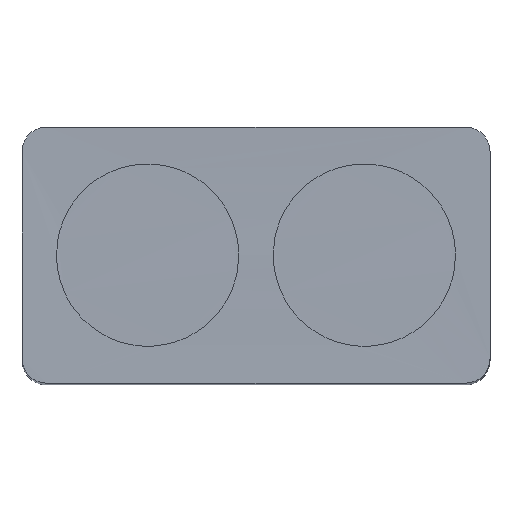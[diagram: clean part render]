
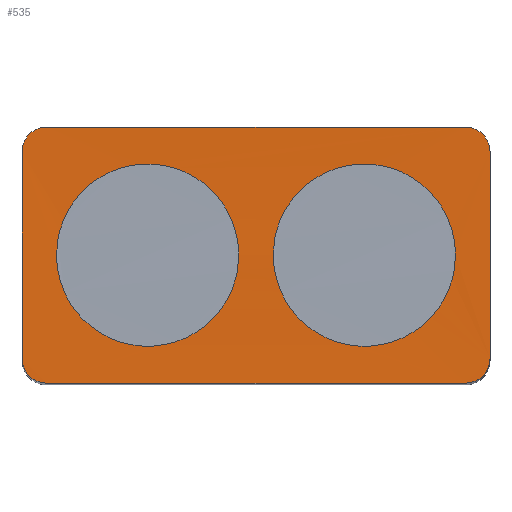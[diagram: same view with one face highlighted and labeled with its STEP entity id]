
A CAD part, top view. The second image highlights one B-rep face of the part: STEP entity #535.
In plain terms, the highlighted planar face has unit normal (0, 0, 1).
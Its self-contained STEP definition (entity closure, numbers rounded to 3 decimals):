
#93=CARTESIAN_POINT('',(4.25,2.1,0.));
#94=DIRECTION('',(0.,0.,-1.));
#95=DIRECTION('',(0.,1.,0.));
#96=AXIS2_PLACEMENT_3D('',#93,#94,#95);
#98=DIRECTION('',(0.,-1.,0.));
#99=VECTOR('',#98,4.2);
#100=CARTESIAN_POINT('',(4.75,2.1,0.));
#101=LINE('',#100,#99);
#102=CARTESIAN_POINT('',(4.25,-2.1,0.));
#103=DIRECTION('',(0.,0.,-1.));
#104=DIRECTION('',(1.,0.,0.));
#105=AXIS2_PLACEMENT_3D('',#102,#103,#104);
#107=DIRECTION('',(-1.,0.,0.));
#108=VECTOR('',#107,8.5);
#109=CARTESIAN_POINT('',(4.25,-2.6,0.));
#110=LINE('',#109,#108);
#111=CARTESIAN_POINT('',(-4.25,-2.1,0.));
#112=DIRECTION('',(0.,0.,-1.));
#113=DIRECTION('',(0.,-1.,0.));
#114=AXIS2_PLACEMENT_3D('',#111,#112,#113);
#116=DIRECTION('',(0.,1.,0.));
#117=VECTOR('',#116,4.2);
#118=CARTESIAN_POINT('',(-4.75,-2.1,0.));
#119=LINE('',#118,#117);
#120=CARTESIAN_POINT('',(-4.25,2.1,0.));
#121=DIRECTION('',(0.,0.,-1.));
#122=DIRECTION('',(-1.,0.,0.));
#123=AXIS2_PLACEMENT_3D('',#120,#121,#122);
#125=DIRECTION('',(1.,0.,0.));
#126=VECTOR('',#125,8.5);
#127=CARTESIAN_POINT('',(-4.25,2.6,0.));
#128=LINE('',#127,#126);
#129=CARTESIAN_POINT('',(-4.05,0.,-0.005));
#130=CARTESIAN_POINT('',(-4.049,0.182,-0.005));
#131=CARTESIAN_POINT('',(-3.999,0.528,
-0.012));
#132=CARTESIAN_POINT('',(-3.776,1.016,
-0.009));
#133=CARTESIAN_POINT('',(-3.43,1.415,
-0.01));
#134=CARTESIAN_POINT('',(-2.986,1.703,
-0.01));
#135=CARTESIAN_POINT('',(-2.473,1.855,
-0.01));
#136=CARTESIAN_POINT('',(-1.942,1.857,
-0.01));
#137=CARTESIAN_POINT('',(-1.429,1.709,
-0.01));
#138=CARTESIAN_POINT('',(-0.98,1.424,
-0.01));
#139=CARTESIAN_POINT('',(-0.628,1.023,
-0.009));
#140=CARTESIAN_POINT('',(-0.401,0.53,
-0.012));
#141=CARTESIAN_POINT('',(-0.351,0.182,-0.005));
#142=CARTESIAN_POINT('',(-0.35,0.,-0.005));
#144=CARTESIAN_POINT('',(-0.35,0.,-0.005));
#145=CARTESIAN_POINT('',(-0.351,-0.182,-0.005));
#146=CARTESIAN_POINT('',(-0.401,-0.528,
-0.012));
#147=CARTESIAN_POINT('',(-0.624,-1.016,
-0.009));
#148=CARTESIAN_POINT('',(-0.97,-1.415,
-0.01));
#149=CARTESIAN_POINT('',(-1.414,-1.703,
-0.01));
#150=CARTESIAN_POINT('',(-1.927,-1.855,
-0.01));
#151=CARTESIAN_POINT('',(-2.458,-1.857,
-0.01));
#152=CARTESIAN_POINT('',(-2.971,-1.709,
-0.01));
#153=CARTESIAN_POINT('',(-3.42,-1.424,
-0.01));
#154=CARTESIAN_POINT('',(-3.772,-1.023,
-0.009));
#155=CARTESIAN_POINT('',(-3.999,-0.53,
-0.012));
#156=CARTESIAN_POINT('',(-4.049,-0.182,-0.005));
#157=CARTESIAN_POINT('',(-4.05,0.,-0.005));
#159=CARTESIAN_POINT('',(0.35,0.,-0.005));
#160=CARTESIAN_POINT('',(0.351,0.182,-0.005));
#161=CARTESIAN_POINT('',(0.401,0.528,
-0.012));
#162=CARTESIAN_POINT('',(0.624,1.016,
-0.009));
#163=CARTESIAN_POINT('',(0.97,1.415,
-0.01));
#164=CARTESIAN_POINT('',(1.414,1.703,-0.01));
#165=CARTESIAN_POINT('',(1.927,1.855,-0.01));
#166=CARTESIAN_POINT('',(2.458,1.857,-0.01));
#167=CARTESIAN_POINT('',(2.971,1.709,-0.01));
#168=CARTESIAN_POINT('',(3.42,1.424,-0.01));
#169=CARTESIAN_POINT('',(3.772,1.023,-0.009));
#170=CARTESIAN_POINT('',(3.999,0.53,
-0.012));
#171=CARTESIAN_POINT('',(4.049,0.182,-0.005));
#172=CARTESIAN_POINT('',(4.05,0.,-0.005));
#174=CARTESIAN_POINT('',(4.05,0.,-0.005));
#175=CARTESIAN_POINT('',(4.049,-0.182,-0.005));
#176=CARTESIAN_POINT('',(3.999,-0.528,
-0.012));
#177=CARTESIAN_POINT('',(3.776,-1.016,
-0.009));
#178=CARTESIAN_POINT('',(3.43,-1.415,
-0.01));
#179=CARTESIAN_POINT('',(2.986,-1.703,
-0.01));
#180=CARTESIAN_POINT('',(2.473,-1.855,
-0.01));
#181=CARTESIAN_POINT('',(1.942,-1.857,
-0.01));
#182=CARTESIAN_POINT('',(1.429,-1.709,
-0.01));
#183=CARTESIAN_POINT('',(0.98,-1.424,
-0.01));
#184=CARTESIAN_POINT('',(0.628,-1.023,
-0.009));
#185=CARTESIAN_POINT('',(0.401,-0.53,
-0.012));
#186=CARTESIAN_POINT('',(0.351,-0.182,-0.005));
#187=CARTESIAN_POINT('',(0.35,0.,-0.005));
#301=CARTESIAN_POINT('',(4.75,2.1,0.));
#302=VERTEX_POINT('',#301);
#303=CARTESIAN_POINT('',(4.25,2.6,0.));
#304=VERTEX_POINT('',#303);
#305=CARTESIAN_POINT('',(4.75,-2.1,0.));
#306=VERTEX_POINT('',#305);
#307=CARTESIAN_POINT('',(4.25,-2.6,0.));
#308=VERTEX_POINT('',#307);
#309=CARTESIAN_POINT('',(-4.25,-2.6,0.));
#310=VERTEX_POINT('',#309);
#311=CARTESIAN_POINT('',(-4.75,-2.1,0.));
#312=VERTEX_POINT('',#311);
#313=CARTESIAN_POINT('',(-4.75,2.1,0.));
#314=VERTEX_POINT('',#313);
#315=CARTESIAN_POINT('',(-4.25,2.6,0.));
#316=VERTEX_POINT('',#315);
#317=VERTEX_POINT('',#129);
#318=VERTEX_POINT('',#142);
#319=VERTEX_POINT('',#159);
#320=VERTEX_POINT('',#172);
#508=CARTESIAN_POINT('',(0.,0.,0.));
#509=DIRECTION('',(0.,0.,1.));
#510=DIRECTION('',(1.,0.,0.));
#511=AXIS2_PLACEMENT_3D('',#508,#509,#510);
#512=PLANE('',#511);
#513=ORIENTED_EDGE('',*,*,#404,.T.);
#514=ORIENTED_EDGE('',*,*,#420,.T.);
#515=ORIENTED_EDGE('',*,*,#433,.T.);
#516=ORIENTED_EDGE('',*,*,#448,.T.);
#517=ORIENTED_EDGE('',*,*,#461,.T.);
#518=ORIENTED_EDGE('',*,*,#474,.T.);
#519=ORIENTED_EDGE('',*,*,#489,.T.);
#520=ORIENTED_EDGE('',*,*,#501,.T.);
#521=EDGE_LOOP('',(#513,#514,#515,#516,#517,#518,#519,#520));
#522=FACE_OUTER_BOUND('',#521,.F.);
#524=ORIENTED_EDGE('',*,*,#523,.F.);
#526=ORIENTED_EDGE('',*,*,#525,.F.);
#527=EDGE_LOOP('',(#524,#526));
#528=FACE_BOUND('',#527,.F.);
#530=ORIENTED_EDGE('',*,*,#529,.F.);
#532=ORIENTED_EDGE('',*,*,#531,.F.);
#533=EDGE_LOOP('',(#530,#532));
#534=FACE_BOUND('',#533,.F.);
#535=ADVANCED_FACE('',(#522,#528,#534),#512,.T.);
#97=CIRCLE('',#96,0.5);
#106=CIRCLE('',#105,0.5);
#115=CIRCLE('',#114,0.5);
#124=CIRCLE('',#123,0.5);
#143=B_SPLINE_CURVE_WITH_KNOTS('',3,(#129,#130,#131,#132,#133,#134,#135,#136,
#137,#138,#139,#140,#141,#142),.UNSPECIFIED.,.F.,.F.,(4,1,1,1,1,1,1,1,1,1,1,4),(
0.,0.091,0.182,0.273,0.364,
0.455,0.545,0.636,0.727,
0.818,0.909,1.),.UNSPECIFIED.);
#158=B_SPLINE_CURVE_WITH_KNOTS('',3,(#144,#145,#146,#147,#148,#149,#150,#151,
#152,#153,#154,#155,#156,#157),.UNSPECIFIED.,.F.,.F.,(4,1,1,1,1,1,1,1,1,1,1,4),(
0.,0.091,0.182,0.273,0.364,
0.455,0.545,0.636,0.727,
0.818,0.909,1.),.UNSPECIFIED.);
#173=B_SPLINE_CURVE_WITH_KNOTS('',3,(#159,#160,#161,#162,#163,#164,#165,#166,
#167,#168,#169,#170,#171,#172),.UNSPECIFIED.,.F.,.F.,(4,1,1,1,1,1,1,1,1,1,1,4),(
0.,0.091,0.182,0.273,0.364,
0.455,0.545,0.636,0.727,
0.818,0.909,1.),.UNSPECIFIED.);
#188=B_SPLINE_CURVE_WITH_KNOTS('',3,(#174,#175,#176,#177,#178,#179,#180,#181,
#182,#183,#184,#185,#186,#187),.UNSPECIFIED.,.F.,.F.,(4,1,1,1,1,1,1,1,1,1,1,4),(
0.,0.091,0.182,0.273,0.364,
0.455,0.545,0.636,0.727,
0.818,0.909,1.),.UNSPECIFIED.);
#404=EDGE_CURVE('',#304,#302,#97,.T.);
#420=EDGE_CURVE('',#302,#306,#101,.T.);
#433=EDGE_CURVE('',#306,#308,#106,.T.);
#448=EDGE_CURVE('',#308,#310,#110,.T.);
#461=EDGE_CURVE('',#310,#312,#115,.T.);
#474=EDGE_CURVE('',#312,#314,#119,.T.);
#489=EDGE_CURVE('',#314,#316,#124,.T.);
#501=EDGE_CURVE('',#316,#304,#128,.T.);
#523=EDGE_CURVE('',#317,#318,#143,.T.);
#525=EDGE_CURVE('',#318,#317,#158,.T.);
#529=EDGE_CURVE('',#319,#320,#173,.T.);
#531=EDGE_CURVE('',#320,#319,#188,.T.);
